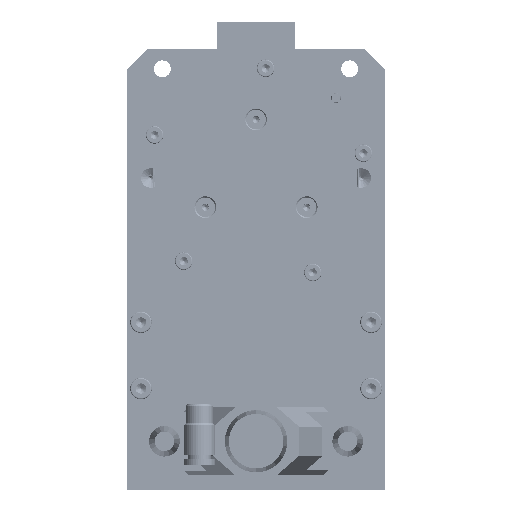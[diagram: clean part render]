
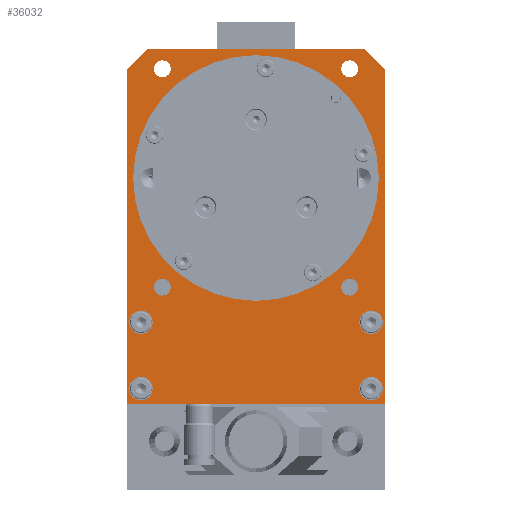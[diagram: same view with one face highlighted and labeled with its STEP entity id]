
A CAD part, left-side view. The second image highlights one B-rep face of the part: STEP entity #36032.
In plain terms, the highlighted planar face has unit normal (-1, 0, 0).
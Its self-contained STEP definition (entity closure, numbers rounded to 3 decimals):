
#1828=FACE_BOUND('',#5287,.T.);
#1829=FACE_BOUND('',#5288,.T.);
#1830=FACE_BOUND('',#5289,.T.);
#1831=FACE_BOUND('',#5290,.T.);
#1832=FACE_BOUND('',#5291,.T.);
#1833=FACE_BOUND('',#5292,.T.);
#1834=FACE_BOUND('',#5293,.T.);
#1835=FACE_BOUND('',#5294,.T.);
#1836=FACE_BOUND('',#5295,.T.);
#2402=PLANE('',#38719);
#3304=FACE_OUTER_BOUND('',#5286,.T.);
#5286=EDGE_LOOP('',(#24743,#24744,#24745,#24746,#24747,#24748));
#5287=EDGE_LOOP('',(#24749,#24750));
#5288=EDGE_LOOP('',(#24751,#24752));
#5289=EDGE_LOOP('',(#24753,#24754));
#5290=EDGE_LOOP('',(#24755,#24756));
#5291=EDGE_LOOP('',(#24757));
#5292=EDGE_LOOP('',(#24758));
#5293=EDGE_LOOP('',(#24759));
#5294=EDGE_LOOP('',(#24760));
#5295=EDGE_LOOP('',(#24761,#24762));
#7824=LINE('',#54790,#10470);
#7828=LINE('',#54798,#10474);
#7831=LINE('',#54804,#10477);
#7832=LINE('',#54806,#10478);
#7833=LINE('',#54808,#10479);
#7834=LINE('',#54809,#10480);
#10470=VECTOR('',#43284,10.);
#10474=VECTOR('',#43290,10.);
#10477=VECTOR('',#43295,10.);
#10478=VECTOR('',#43296,10.);
#10479=VECTOR('',#43297,10.);
#10480=VECTOR('',#43298,10.);
#13143=CIRCLE('',#38720,3.);
#13144=CIRCLE('',#38721,3.);
#13145=CIRCLE('',#38722,3.);
#13146=CIRCLE('',#38723,3.);
#13147=CIRCLE('',#38724,3.);
#13148=CIRCLE('',#38725,3.);
#13149=CIRCLE('',#38726,3.);
#13150=CIRCLE('',#38727,3.);
#13151=CIRCLE('',#38728,2.15);
#13152=CIRCLE('',#38729,2.15);
#13153=CIRCLE('',#38730,2.15);
#13154=CIRCLE('',#38731,2.15);
#13155=CIRCLE('',#38732,31.5);
#13156=CIRCLE('',#38733,31.5);
#15492=VERTEX_POINT('',#54788);
#15493=VERTEX_POINT('',#54789);
#15496=VERTEX_POINT('',#54797);
#15498=VERTEX_POINT('',#54803);
#15499=VERTEX_POINT('',#54805);
#15500=VERTEX_POINT('',#54807);
#15501=VERTEX_POINT('',#54810);
#15502=VERTEX_POINT('',#54811);
#15503=VERTEX_POINT('',#54814);
#15504=VERTEX_POINT('',#54815);
#15505=VERTEX_POINT('',#54818);
#15506=VERTEX_POINT('',#54819);
#15507=VERTEX_POINT('',#54822);
#15508=VERTEX_POINT('',#54823);
#15509=VERTEX_POINT('',#54826);
#15510=VERTEX_POINT('',#54828);
#15511=VERTEX_POINT('',#54830);
#15512=VERTEX_POINT('',#54832);
#15513=VERTEX_POINT('',#54834);
#15514=VERTEX_POINT('',#54835);
#19274=EDGE_CURVE('',#15492,#15493,#7824,.T.);
#19278=EDGE_CURVE('',#15496,#15493,#7828,.T.);
#19281=EDGE_CURVE('',#15492,#15498,#7831,.T.);
#19282=EDGE_CURVE('',#15499,#15498,#7832,.T.);
#19283=EDGE_CURVE('',#15499,#15500,#7833,.T.);
#19284=EDGE_CURVE('',#15500,#15496,#7834,.T.);
#19285=EDGE_CURVE('',#15501,#15502,#13143,.T.);
#19286=EDGE_CURVE('',#15502,#15501,#13144,.T.);
#19287=EDGE_CURVE('',#15503,#15504,#13145,.T.);
#19288=EDGE_CURVE('',#15504,#15503,#13146,.T.);
#19289=EDGE_CURVE('',#15505,#15506,#13147,.T.);
#19290=EDGE_CURVE('',#15506,#15505,#13148,.T.);
#19291=EDGE_CURVE('',#15507,#15508,#13149,.T.);
#19292=EDGE_CURVE('',#15508,#15507,#13150,.T.);
#19293=EDGE_CURVE('',#15509,#15509,#13151,.T.);
#19294=EDGE_CURVE('',#15510,#15510,#13152,.T.);
#19295=EDGE_CURVE('',#15511,#15511,#13153,.T.);
#19296=EDGE_CURVE('',#15512,#15512,#13154,.T.);
#19297=EDGE_CURVE('',#15513,#15514,#13155,.T.);
#19298=EDGE_CURVE('',#15514,#15513,#13156,.T.);
#24743=ORIENTED_EDGE('',*,*,#19274,.F.);
#24744=ORIENTED_EDGE('',*,*,#19281,.T.);
#24745=ORIENTED_EDGE('',*,*,#19282,.F.);
#24746=ORIENTED_EDGE('',*,*,#19283,.T.);
#24747=ORIENTED_EDGE('',*,*,#19284,.T.);
#24748=ORIENTED_EDGE('',*,*,#19278,.T.);
#24749=ORIENTED_EDGE('',*,*,#19285,.T.);
#24750=ORIENTED_EDGE('',*,*,#19286,.T.);
#24751=ORIENTED_EDGE('',*,*,#19287,.T.);
#24752=ORIENTED_EDGE('',*,*,#19288,.T.);
#24753=ORIENTED_EDGE('',*,*,#19289,.T.);
#24754=ORIENTED_EDGE('',*,*,#19290,.T.);
#24755=ORIENTED_EDGE('',*,*,#19291,.T.);
#24756=ORIENTED_EDGE('',*,*,#19292,.T.);
#24757=ORIENTED_EDGE('',*,*,#19293,.T.);
#24758=ORIENTED_EDGE('',*,*,#19294,.T.);
#24759=ORIENTED_EDGE('',*,*,#19295,.T.);
#24760=ORIENTED_EDGE('',*,*,#19296,.T.);
#24761=ORIENTED_EDGE('',*,*,#19297,.T.);
#24762=ORIENTED_EDGE('',*,*,#19298,.T.);
#36032=ADVANCED_FACE('',(#3304,#1828,#1829,#1830,#1831,#1832,#1833,#1834,
#1835,#1836),#2402,.T.);
#38719=AXIS2_PLACEMENT_3D('',#54802,#43293,#43294);
#38720=AXIS2_PLACEMENT_3D('',#54812,#43299,#43300);
#38721=AXIS2_PLACEMENT_3D('',#54813,#43301,#43302);
#38722=AXIS2_PLACEMENT_3D('',#54816,#43303,#43304);
#38723=AXIS2_PLACEMENT_3D('',#54817,#43305,#43306);
#38724=AXIS2_PLACEMENT_3D('',#54820,#43307,#43308);
#38725=AXIS2_PLACEMENT_3D('',#54821,#43309,#43310);
#38726=AXIS2_PLACEMENT_3D('',#54824,#43311,#43312);
#38727=AXIS2_PLACEMENT_3D('',#54825,#43313,#43314);
#38728=AXIS2_PLACEMENT_3D('',#54827,#43315,#43316);
#38729=AXIS2_PLACEMENT_3D('',#54829,#43317,#43318);
#38730=AXIS2_PLACEMENT_3D('',#54831,#43319,#43320);
#38731=AXIS2_PLACEMENT_3D('',#54833,#43321,#43322);
#38732=AXIS2_PLACEMENT_3D('',#54836,#43323,#43324);
#38733=AXIS2_PLACEMENT_3D('',#54837,#43325,#43326);
#43284=DIRECTION('',(0.,-0.707,-0.707));
#43290=DIRECTION('',(0.,0.,1.));
#43293=DIRECTION('center_axis',(-1.,0.,0.));
#43294=DIRECTION('ref_axis',(0.,0.,1.));
#43295=DIRECTION('',(0.,1.,0.));
#43296=DIRECTION('',(0.,-0.707,0.707));
#43297=DIRECTION('',(0.,0.,-1.));
#43298=DIRECTION('',(0.,-1.,0.));
#43299=DIRECTION('center_axis',(1.,0.,0.));
#43300=DIRECTION('ref_axis',(0.,0.,1.));
#43301=DIRECTION('center_axis',(1.,0.,0.));
#43302=DIRECTION('ref_axis',(0.,0.,1.));
#43303=DIRECTION('center_axis',(1.,0.,0.));
#43304=DIRECTION('ref_axis',(0.,0.,1.));
#43305=DIRECTION('center_axis',(1.,0.,0.));
#43306=DIRECTION('ref_axis',(0.,0.,1.));
#43307=DIRECTION('center_axis',(1.,0.,0.));
#43308=DIRECTION('ref_axis',(0.,0.,1.));
#43309=DIRECTION('center_axis',(1.,0.,0.));
#43310=DIRECTION('ref_axis',(0.,0.,1.));
#43311=DIRECTION('center_axis',(1.,0.,0.));
#43312=DIRECTION('ref_axis',(0.,0.,1.));
#43313=DIRECTION('center_axis',(1.,0.,0.));
#43314=DIRECTION('ref_axis',(0.,0.,1.));
#43315=DIRECTION('center_axis',(1.,0.,0.));
#43316=DIRECTION('ref_axis',(0.,0.,-1.));
#43317=DIRECTION('center_axis',(1.,0.,0.));
#43318=DIRECTION('ref_axis',(0.,0.,-1.));
#43319=DIRECTION('center_axis',(1.,0.,0.));
#43320=DIRECTION('ref_axis',(0.,0.,-1.));
#43321=DIRECTION('center_axis',(1.,0.,0.));
#43322=DIRECTION('ref_axis',(0.,0.,-1.));
#43323=DIRECTION('center_axis',(1.,0.,0.));
#43324=DIRECTION('ref_axis',(0.,1.,0.));
#43325=DIRECTION('center_axis',(1.,0.,0.));
#43326=DIRECTION('ref_axis',(0.,1.,0.));
#54788=CARTESIAN_POINT('',(0.,-28.,33.));
#54789=CARTESIAN_POINT('',(0.,-33.,28.));
#54790=CARTESIAN_POINT('',(0.,-18.188,42.813));
#54797=CARTESIAN_POINT('',(0.,-33.,-58.));
#54798=CARTESIAN_POINT('',(0.,-33.,16.5));
#54802=CARTESIAN_POINT('Origin',(0.,49.25,0.));
#54803=CARTESIAN_POINT('',(0.,28.,33.));
#54804=CARTESIAN_POINT('',(0.,41.125,33.));
#54805=CARTESIAN_POINT('',(0.,33.,28.));
#54806=CARTESIAN_POINT('',(0.,42.813,18.188));
#54807=CARTESIAN_POINT('',(0.,33.,-58.));
#54808=CARTESIAN_POINT('',(0.,33.,-29.));
#54809=CARTESIAN_POINT('',(0.,8.125,-58.));
#54810=CARTESIAN_POINT('',(0.,-29.5,-51.));
#54811=CARTESIAN_POINT('',(0.,-29.5,-57.));
#54812=CARTESIAN_POINT('Origin',(0.,-29.5,-54.));
#54813=CARTESIAN_POINT('Origin',(0.,-29.5,-54.));
#54814=CARTESIAN_POINT('',(0.,-29.5,-34.));
#54815=CARTESIAN_POINT('',(0.,-29.5,-40.));
#54816=CARTESIAN_POINT('Origin',(0.,-29.5,-37.));
#54817=CARTESIAN_POINT('Origin',(0.,-29.5,-37.));
#54818=CARTESIAN_POINT('',(0.,29.5,-34.));
#54819=CARTESIAN_POINT('',(0.,29.5,-40.));
#54820=CARTESIAN_POINT('Origin',(0.,29.5,-37.));
#54821=CARTESIAN_POINT('Origin',(0.,29.5,-37.));
#54822=CARTESIAN_POINT('',(0.,29.5,-51.));
#54823=CARTESIAN_POINT('',(0.,29.5,-57.));
#54824=CARTESIAN_POINT('Origin',(0.,29.5,-54.));
#54825=CARTESIAN_POINT('Origin',(0.,29.5,-54.));
#54826=CARTESIAN_POINT('',(0.,24.,-25.85));
#54827=CARTESIAN_POINT('Origin',(0.,24.,-28.));
#54828=CARTESIAN_POINT('',(0.,-24.,-25.85));
#54829=CARTESIAN_POINT('Origin',(0.,-24.,-28.));
#54830=CARTESIAN_POINT('',(0.,-24.,30.15));
#54831=CARTESIAN_POINT('Origin',(0.,-24.,28.));
#54832=CARTESIAN_POINT('',(0.,24.,30.15));
#54833=CARTESIAN_POINT('Origin',(0.,24.,28.));
#54834=CARTESIAN_POINT('',(0.,31.5,0.));
#54835=CARTESIAN_POINT('',(0.,-31.5,0.));
#54836=CARTESIAN_POINT('Origin',(0.,0.,0.));
#54837=CARTESIAN_POINT('Origin',(0.,0.,0.));
